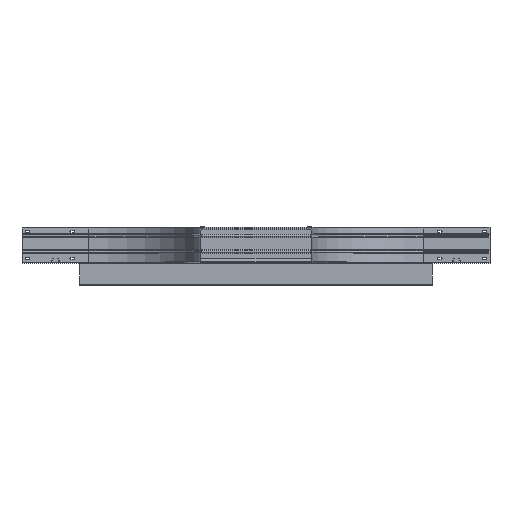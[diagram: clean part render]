
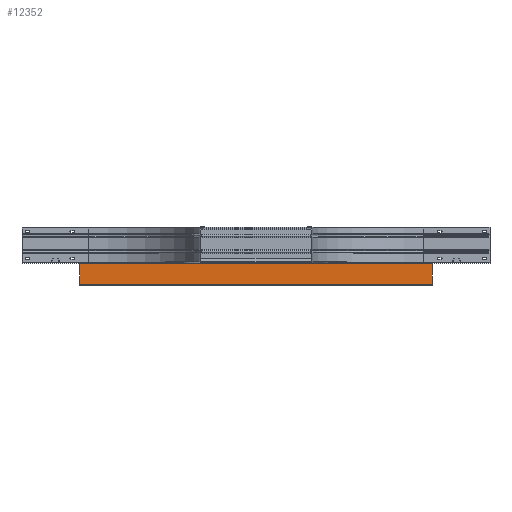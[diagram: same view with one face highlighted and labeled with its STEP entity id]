
A CAD part, top view. The second image highlights one B-rep face of the part: STEP entity #12352.
In plain terms, the highlighted face is planar.
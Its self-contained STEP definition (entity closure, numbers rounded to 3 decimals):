
#11840=DIRECTION('',(0.,-1.,0.));
#11841=VECTOR('',#11840,91.);
#11842=CARTESIAN_POINT('',(0.,95.5,-790.));
#11843=LINE('',#11842,#11841);
#11848=DIRECTION('',(0.,0.,1.));
#11849=VECTOR('',#11848,1580.);
#11850=CARTESIAN_POINT('',(0.,95.5,-790.));
#11851=LINE('',#11850,#11849);
#11870=DIRECTION('',(0.,-1.,0.));
#11871=VECTOR('',#11870,91.);
#11872=CARTESIAN_POINT('',(0.,95.5,790.));
#11873=LINE('',#11872,#11871);
#11912=DIRECTION('',(0.,0.,-1.));
#11913=VECTOR('',#11912,1580.);
#11914=CARTESIAN_POINT('',(0.,4.5,790.));
#11915=LINE('',#11914,#11913);
#12055=CARTESIAN_POINT('',(0.,95.5,790.));
#12057=VERTEX_POINT('',#12055);
#12062=CARTESIAN_POINT('',(0.,95.5,-790.));
#12063=VERTEX_POINT('',#12062);
#12066=CARTESIAN_POINT('',(0.,4.5,-790.));
#12067=VERTEX_POINT('',#12066);
#12070=CARTESIAN_POINT('',(0.,4.5,790.));
#12072=VERTEX_POINT('',#12070);
#12338=CARTESIAN_POINT('',(0.,0.,790.));
#12339=DIRECTION('',(-1.,0.,0.));
#12340=DIRECTION('',(0.,0.,1.));
#12341=AXIS2_PLACEMENT_3D('',#12338,#12339,#12340);
#12342=PLANE('',#12341);
#12343=ORIENTED_EDGE('',*,*,#12328,.F.);
#12345=ORIENTED_EDGE('',*,*,#12344,.T.);
#12347=ORIENTED_EDGE('',*,*,#12346,.T.);
#12349=ORIENTED_EDGE('',*,*,#12348,.T.);
#12350=EDGE_LOOP('',(#12343,#12345,#12347,#12349));
#12351=FACE_OUTER_BOUND('',#12350,.F.);
#12352=ADVANCED_FACE('',(#12351),#12342,.T.);
#12328=EDGE_CURVE('',#12063,#12067,#11843,.T.);
#12344=EDGE_CURVE('',#12063,#12057,#11851,.T.);
#12346=EDGE_CURVE('',#12057,#12072,#11873,.T.);
#12348=EDGE_CURVE('',#12072,#12067,#11915,.T.);
